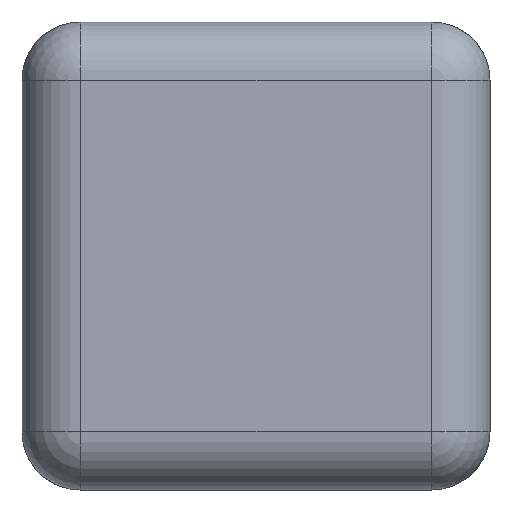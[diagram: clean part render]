
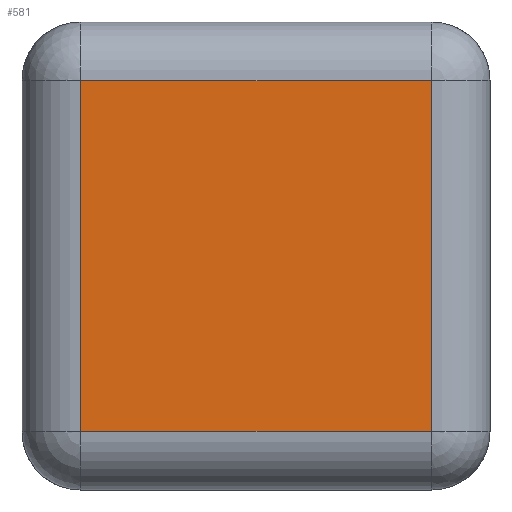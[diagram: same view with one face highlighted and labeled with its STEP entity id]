
A CAD part, left-side view. The second image highlights one B-rep face of the part: STEP entity #581.
In plain terms, the highlighted planar face has unit normal (-1, 0, 0).
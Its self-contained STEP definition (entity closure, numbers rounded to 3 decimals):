
#534=PLANE('',#1556);
#581=ADVANCED_FACE('',(#679),#534,.F.);
#679=FACE_OUTER_BOUND('',#743,.T.);
#743=EDGE_LOOP('',(#1106,#1107,#1108,#1109));
#844=LINE('',#2513,#886);
#845=LINE('',#2515,#887);
#846=LINE('',#2517,#888);
#847=LINE('',#2519,#889);
#886=VECTOR('',#1735,1.);
#887=VECTOR('',#1738,1.);
#888=VECTOR('',#1741,1.);
#889=VECTOR('',#1744,1.);
#1106=ORIENTED_EDGE('',*,*,#1398,.T.);
#1107=ORIENTED_EDGE('',*,*,#1396,.T.);
#1108=ORIENTED_EDGE('',*,*,#1399,.F.);
#1109=ORIENTED_EDGE('',*,*,#1397,.T.);
#1264=VERTEX_POINT('',#2486);
#1267=VERTEX_POINT('',#2498);
#1268=VERTEX_POINT('',#2504);
#1269=VERTEX_POINT('',#2510);
#1396=EDGE_CURVE('',#1269,#1268,#844,.T.);
#1397=EDGE_CURVE('',#1267,#1264,#845,.T.);
#1398=EDGE_CURVE('',#1264,#1269,#846,.T.);
#1399=EDGE_CURVE('',#1267,#1268,#847,.T.);
#1556=AXIS2_PLACEMENT_3D('',#2521,#1747,#1748);
#1735=DIRECTION('',(0.,0.,1.));
#1738=DIRECTION('',(0.,0.,-1.));
#1741=DIRECTION('',(0.,-1.,0.));
#1744=DIRECTION('',(0.,-1.,0.));
#1747=DIRECTION('',(1.,0.,0.));
#1748=DIRECTION('',(0.,0.,1.));
#2486=CARTESIAN_POINT('',(-0.8,0.72,-0.3));
#2498=CARTESIAN_POINT('',(-0.8,0.72,0.3));
#2504=CARTESIAN_POINT('',(-0.8,0.12,0.3));
#2510=CARTESIAN_POINT('',(-0.8,0.12,-0.3));
#2513=CARTESIAN_POINT('',(-0.8,0.12,0.3));
#2515=CARTESIAN_POINT('',(-0.8,0.72,-0.3));
#2517=CARTESIAN_POINT('',(-0.8,0.82,-0.3));
#2519=CARTESIAN_POINT('',(-0.8,0.82,0.3));
#2521=CARTESIAN_POINT('',(-0.8,0.82,0.3));
